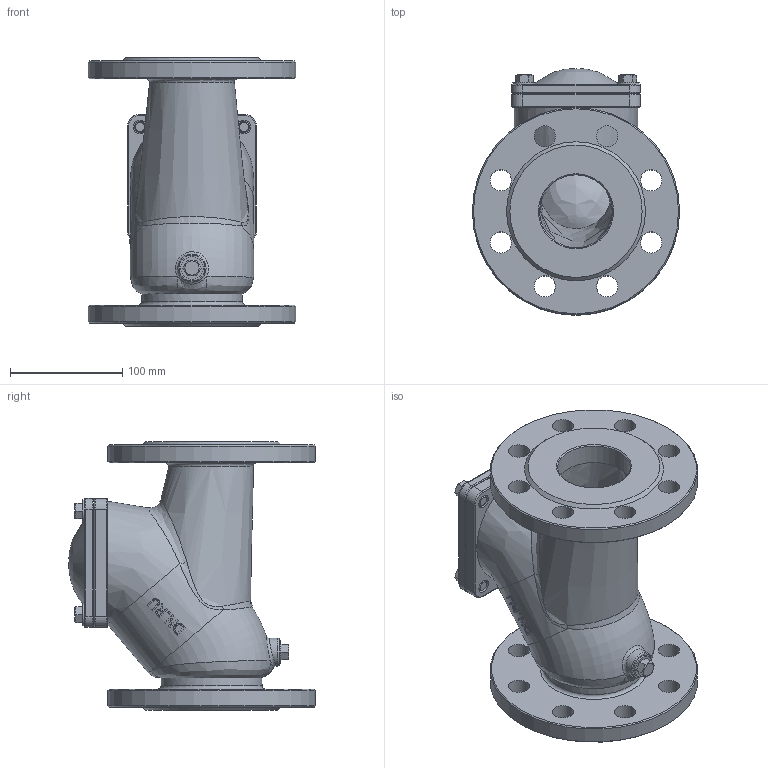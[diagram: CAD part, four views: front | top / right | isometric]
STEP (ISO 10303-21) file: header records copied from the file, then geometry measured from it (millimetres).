
FILE_DESCRIPTION(/* description */ (''),/* implementation_level */ '2;1');
FILE_NAME(/* name */ 'DN65_3D_STEP.stp',/* time_stamp */ '2023-12-22T19:00:34+03:00',/* author */ ('igorr'),/* organization */ (''),/* preprocessor_version */ 'ST-DEVELOPER v19.2',/* originating_system */ 'Autodesk Inventor 2023',/* authorisation */ '');
FILE_SCHEMA (('AUTOMOTIVE_DESIGN { 1 0 10303 214 3 1 1 }'));
Length unit declared in the file: millimetre
Products named in the file (4): Сборка; Деталь1; Деталь2; AS 1427 - M10 x 20
Assembly tree (7 placements, depth 2):
  Сборка
    Деталь1
    Деталь2
    AS 1427 - M10 x 20  x5
Bounding box: 185 x 220.01 x 240 mm (x, y, z)
Volume: 2347550.3 mm3; surface area: 307603.5 mm2
Topology: 7 solids, 7 shells, 278 faces, 654 edges, 415 vertices
Faces by surface type: plane 111, cylinder 82, bspline 40, cone 23, torus 22
Full cylindrical faces by diameter (mm): 8.16 x5, 10 x5, 12 x9, 19 x16, 20 x5, 25 x1, 65 x3, 70 x1, 90 x1, 185 x2
Entity records: 8717 total; most frequent: CARTESIAN_POINT 3265, DIRECTION 1065, ORIENTED_EDGE 1038, EDGE_CURVE 519, AXIS2_PLACEMENT_3D 449, VERTEX_POINT 331, EDGE_LOOP 282, FACE_OUTER_BOUND 214
